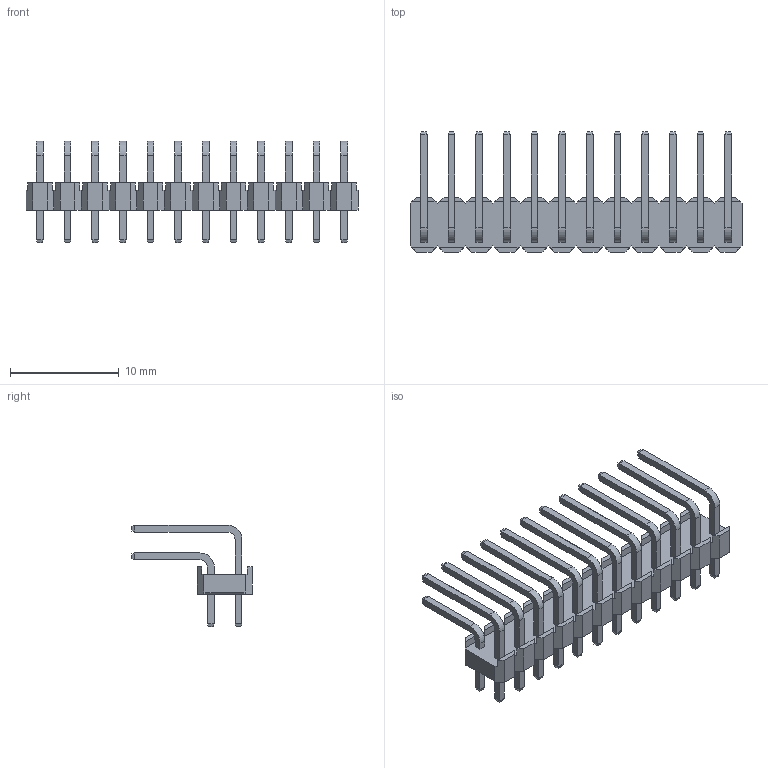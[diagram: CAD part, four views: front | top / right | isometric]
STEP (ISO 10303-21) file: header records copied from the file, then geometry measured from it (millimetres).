
FILE_DESCRIPTION(('STEP AP214'), '1');
FILE_NAME('PLD-R8', '', ('UNSPECIFIED'), ('UNSPECIFIED'), 'ASCON STEP Converter 1.6', 'ASCON Math Kernel', '');
FILE_SCHEMA(('AUTOMOTIVE_DESIGN { 1 0 10303 214 3 1 1}'));
Length unit declared in the file: millimetre
Bounding box: 30.48 x 11.08 x 9.32 mm (x, y, z)
Volume: 411.9 mm3; surface area: 1371.1 mm2
Topology: 1 solids, 1 shells, 715 faces, 1770 edges, 1116 vertices
Faces by surface type: plane 667, cylinder 48
Entity records: 26324 total; most frequent: CARTESIAN_POINT 3602, ORIENTED_EDGE 3540, DIRECTION 3298, EDGE_CURVE 1770, LINE 1674, VECTOR 1674, VERTEX_POINT 1116, AXIS2_PLACEMENT_3D 812
